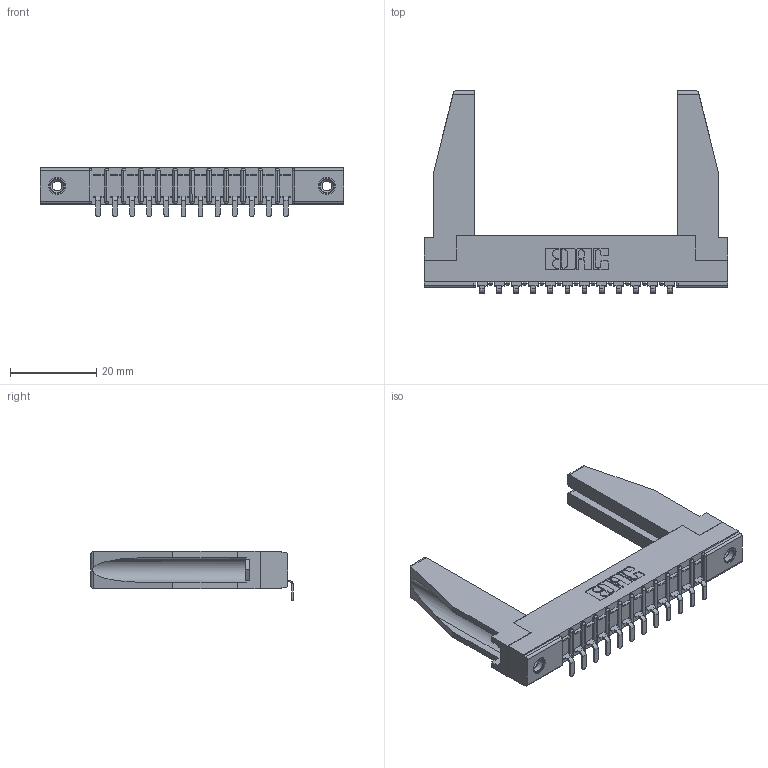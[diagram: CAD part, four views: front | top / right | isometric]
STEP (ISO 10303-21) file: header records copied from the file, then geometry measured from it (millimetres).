
FILE_DESCRIPTION (( 'STEP AP203' ), '1' );
FILE_NAME ('307-012-453-178.STEP', '2020-09-25T12:23:28', ( '' ), ( '' ), 'SwSTEP 2.0', 'SolidWorks 2020', '' );
FILE_SCHEMA (( 'CONFIG_CONTROL_DESIGN' ));
Length unit declared in the file: inch
Products named in the file (5): 307-290-002_553; 307-220-078; 307 Part_.156 Dia Mounting Holes; 307-012-453-178; 345-250-001_345-250-001-102
Assembly tree (17 placements, depth 2):
  307-012-453-178
    307 Part_.156 Dia Mounting Holes
    307-290-002_553  x12
    307-220-078  x2
    345-250-001_345-250-001-102  x2
Bounding box: 70.56 x 47.03 x 11.51 mm (x, y, z)
Volume: 8646.4 mm3; surface area: 11731.4 mm2
Topology: 17 solids, 17 shells, 1197 faces, 3581 edges, 2342 vertices
Faces by surface type: plane 718, cylinder 437, sphere 26, cone 12, torus 4
Entity records: 17279 total; most frequent: CARTESIAN_POINT 2910, ORIENTED_EDGE 2856, DIRECTION 2798, EDGE_CURVE 1428, LINE 1082, VECTOR 1082, VERTEX_POINT 928, AXIS2_PLACEMENT_3D 858
